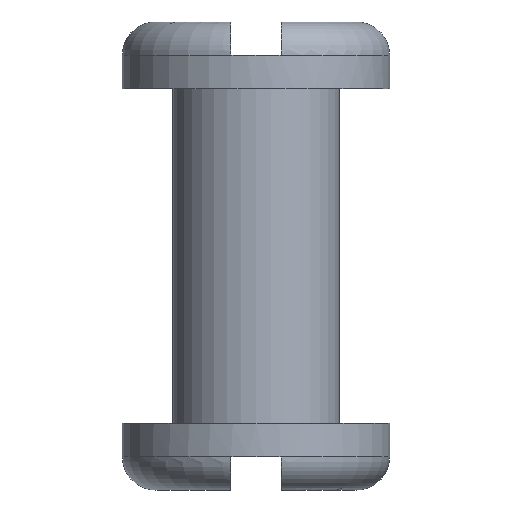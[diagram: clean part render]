
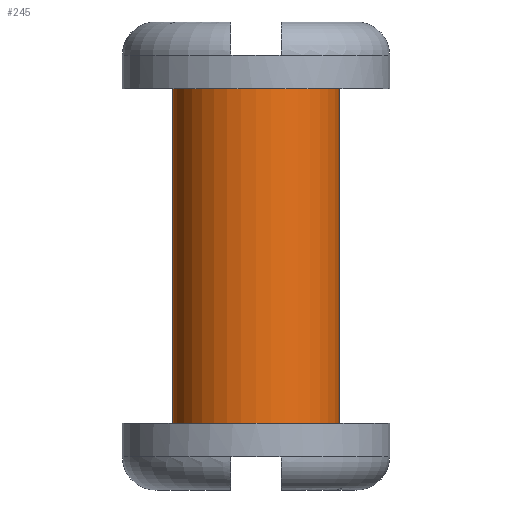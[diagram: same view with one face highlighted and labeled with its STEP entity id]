
A CAD part, front view. The second image highlights one B-rep face of the part: STEP entity #245.
In plain terms, the highlighted cylindrical face has radius 2.5 mm (diameter 5 mm), a full revolution.
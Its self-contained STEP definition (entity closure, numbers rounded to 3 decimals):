
#32=CYLINDRICAL_SURFACE('',#279,2.5);
#37=CIRCLE('',#280,2.5);
#38=CIRCLE('',#281,2.5);
#55=ORIENTED_EDGE('',*,*,#119,.T.);
#56=ORIENTED_EDGE('',*,*,#120,.F.);
#119=EDGE_CURVE('',#151,#151,#37,.T.);
#120=EDGE_CURVE('',#152,#152,#38,.T.);
#151=VERTEX_POINT('',#403);
#152=VERTEX_POINT('',#405);
#185=EDGE_LOOP('',(#55));
#186=EDGE_LOOP('',(#56));
#209=FACE_BOUND('',#185,.T.);
#210=FACE_BOUND('',#186,.T.);
#245=ADVANCED_FACE('',(#209,#210),#32,.T.);
#279=AXIS2_PLACEMENT_3D('',#401,#322,#323);
#280=AXIS2_PLACEMENT_3D('',#402,#324,#325);
#281=AXIS2_PLACEMENT_3D('',#404,#326,#327);
#322=DIRECTION('',(0.,0.,-1.));
#323=DIRECTION('',(-1.,0.,0.));
#324=DIRECTION('',(0.,0.,-1.));
#325=DIRECTION('',(1.,0.,0.));
#326=DIRECTION('',(0.,0.,-1.));
#327=DIRECTION('',(1.,0.,0.));
#401=CARTESIAN_POINT('',(0.,0.,5.));
#402=CARTESIAN_POINT('',(0.,0.,5.));
#403=CARTESIAN_POINT('',(2.5,0.,5.));
#404=CARTESIAN_POINT('',(0.,0.,-5.));
#405=CARTESIAN_POINT('',(2.5,0.,-5.));
